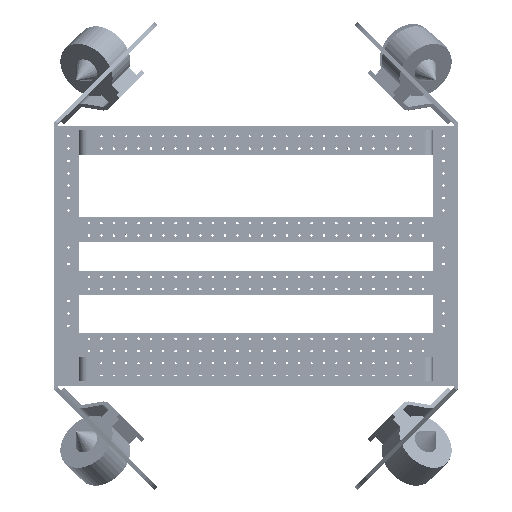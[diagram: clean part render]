
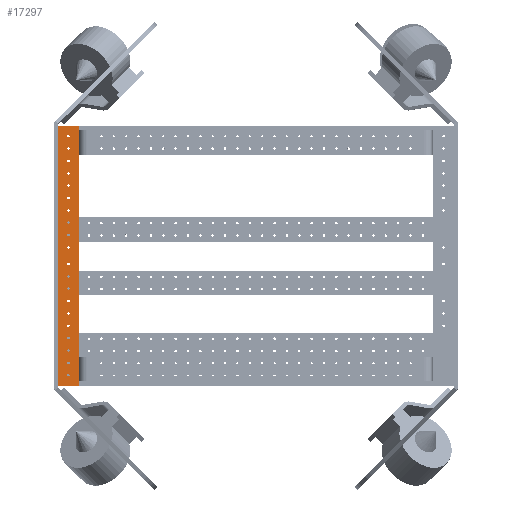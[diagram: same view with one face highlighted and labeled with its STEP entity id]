
A CAD part, top view. The second image highlights one B-rep face of the part: STEP entity #17297.
In plain terms, the highlighted face is planar.
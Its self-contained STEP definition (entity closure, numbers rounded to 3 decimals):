
#707=FACE_BOUND('',#3245,.T.);
#708=FACE_BOUND('',#3246,.T.);
#709=FACE_BOUND('',#3247,.T.);
#710=FACE_BOUND('',#3248,.T.);
#711=FACE_BOUND('',#3249,.T.);
#712=FACE_BOUND('',#3250,.T.);
#713=FACE_BOUND('',#3251,.T.);
#714=FACE_BOUND('',#3252,.T.);
#715=FACE_BOUND('',#3253,.T.);
#716=FACE_BOUND('',#3254,.T.);
#717=FACE_BOUND('',#3255,.T.);
#718=FACE_BOUND('',#3256,.T.);
#719=FACE_BOUND('',#3257,.T.);
#720=FACE_BOUND('',#3258,.T.);
#721=FACE_BOUND('',#3259,.T.);
#722=FACE_BOUND('',#3260,.T.);
#723=FACE_BOUND('',#3261,.T.);
#724=FACE_BOUND('',#3262,.T.);
#725=FACE_BOUND('',#3263,.T.);
#726=FACE_BOUND('',#3264,.T.);
#1449=PLANE('',#18860);
#1916=FACE_OUTER_BOUND('',#3244,.T.);
#3244=EDGE_LOOP('',(#13814,#13815,#13816,#13817));
#3245=EDGE_LOOP('',(#13818));
#3246=EDGE_LOOP('',(#13819));
#3247=EDGE_LOOP('',(#13820));
#3248=EDGE_LOOP('',(#13821));
#3249=EDGE_LOOP('',(#13822));
#3250=EDGE_LOOP('',(#13823));
#3251=EDGE_LOOP('',(#13824));
#3252=EDGE_LOOP('',(#13825));
#3253=EDGE_LOOP('',(#13826));
#3254=EDGE_LOOP('',(#13827));
#3255=EDGE_LOOP('',(#13828));
#3256=EDGE_LOOP('',(#13829));
#3257=EDGE_LOOP('',(#13830));
#3258=EDGE_LOOP('',(#13831));
#3259=EDGE_LOOP('',(#13832));
#3260=EDGE_LOOP('',(#13833));
#3261=EDGE_LOOP('',(#13834));
#3262=EDGE_LOOP('',(#13835));
#3263=EDGE_LOOP('',(#13836));
#3264=EDGE_LOOP('',(#13837));
#4838=LINE('',#27622,#5864);
#4839=LINE('',#27625,#5865);
#4840=LINE('',#27627,#5866);
#4841=LINE('',#27628,#5867);
#5864=VECTOR('',#22550,10.);
#5865=VECTOR('',#22553,10.);
#5866=VECTOR('',#22554,10.);
#5867=VECTOR('',#22555,10.);
#6874=CIRCLE('',#18618,1.5);
#6878=CIRCLE('',#18624,1.5);
#6882=CIRCLE('',#18630,1.5);
#6886=CIRCLE('',#18636,1.5);
#6890=CIRCLE('',#18642,1.5);
#6894=CIRCLE('',#18648,1.5);
#6898=CIRCLE('',#18654,1.5);
#6902=CIRCLE('',#18660,1.5);
#6906=CIRCLE('',#18666,1.5);
#6910=CIRCLE('',#18672,1.5);
#6914=CIRCLE('',#18678,1.5);
#6918=CIRCLE('',#18684,1.5);
#6922=CIRCLE('',#18690,1.5);
#6926=CIRCLE('',#18696,1.5);
#6930=CIRCLE('',#18702,1.5);
#6934=CIRCLE('',#18708,1.5);
#6938=CIRCLE('',#18714,1.5);
#6942=CIRCLE('',#18720,1.5);
#6946=CIRCLE('',#18726,1.5);
#6950=CIRCLE('',#18732,1.5);
#8286=VERTEX_POINT('',#27111);
#8290=VERTEX_POINT('',#27123);
#8294=VERTEX_POINT('',#27135);
#8298=VERTEX_POINT('',#27147);
#8302=VERTEX_POINT('',#27159);
#8306=VERTEX_POINT('',#27171);
#8310=VERTEX_POINT('',#27183);
#8314=VERTEX_POINT('',#27195);
#8318=VERTEX_POINT('',#27207);
#8322=VERTEX_POINT('',#27219);
#8326=VERTEX_POINT('',#27231);
#8330=VERTEX_POINT('',#27243);
#8334=VERTEX_POINT('',#27255);
#8338=VERTEX_POINT('',#27267);
#8342=VERTEX_POINT('',#27279);
#8346=VERTEX_POINT('',#27291);
#8350=VERTEX_POINT('',#27303);
#8354=VERTEX_POINT('',#27315);
#8358=VERTEX_POINT('',#27327);
#8362=VERTEX_POINT('',#27339);
#8456=VERTEX_POINT('',#27618);
#8457=VERTEX_POINT('',#27620);
#8458=VERTEX_POINT('',#27624);
#8459=VERTEX_POINT('',#27626);
#10139=EDGE_CURVE('',#8286,#8286,#6874,.T.);
#10145=EDGE_CURVE('',#8290,#8290,#6878,.T.);
#10151=EDGE_CURVE('',#8294,#8294,#6882,.T.);
#10157=EDGE_CURVE('',#8298,#8298,#6886,.T.);
#10163=EDGE_CURVE('',#8302,#8302,#6890,.T.);
#10169=EDGE_CURVE('',#8306,#8306,#6894,.T.);
#10175=EDGE_CURVE('',#8310,#8310,#6898,.T.);
#10181=EDGE_CURVE('',#8314,#8314,#6902,.T.);
#10187=EDGE_CURVE('',#8318,#8318,#6906,.T.);
#10193=EDGE_CURVE('',#8322,#8322,#6910,.T.);
#10199=EDGE_CURVE('',#8326,#8326,#6914,.T.);
#10205=EDGE_CURVE('',#8330,#8330,#6918,.T.);
#10211=EDGE_CURVE('',#8334,#8334,#6922,.T.);
#10217=EDGE_CURVE('',#8338,#8338,#6926,.T.);
#10223=EDGE_CURVE('',#8342,#8342,#6930,.T.);
#10229=EDGE_CURVE('',#8346,#8346,#6934,.T.);
#10235=EDGE_CURVE('',#8350,#8350,#6938,.T.);
#10241=EDGE_CURVE('',#8354,#8354,#6942,.T.);
#10247=EDGE_CURVE('',#8358,#8358,#6946,.T.);
#10253=EDGE_CURVE('',#8362,#8362,#6950,.T.);
#10394=EDGE_CURVE('',#8456,#8457,#4838,.T.);
#10395=EDGE_CURVE('',#8458,#8456,#4839,.T.);
#10396=EDGE_CURVE('',#8459,#8457,#4840,.T.);
#10397=EDGE_CURVE('',#8458,#8459,#4841,.T.);
#13814=ORIENTED_EDGE('',*,*,#10395,.T.);
#13815=ORIENTED_EDGE('',*,*,#10394,.T.);
#13816=ORIENTED_EDGE('',*,*,#10396,.F.);
#13817=ORIENTED_EDGE('',*,*,#10397,.F.);
#13818=ORIENTED_EDGE('',*,*,#10139,.T.);
#13819=ORIENTED_EDGE('',*,*,#10145,.T.);
#13820=ORIENTED_EDGE('',*,*,#10151,.T.);
#13821=ORIENTED_EDGE('',*,*,#10157,.T.);
#13822=ORIENTED_EDGE('',*,*,#10163,.T.);
#13823=ORIENTED_EDGE('',*,*,#10169,.T.);
#13824=ORIENTED_EDGE('',*,*,#10175,.T.);
#13825=ORIENTED_EDGE('',*,*,#10181,.T.);
#13826=ORIENTED_EDGE('',*,*,#10187,.T.);
#13827=ORIENTED_EDGE('',*,*,#10193,.T.);
#13828=ORIENTED_EDGE('',*,*,#10199,.T.);
#13829=ORIENTED_EDGE('',*,*,#10205,.T.);
#13830=ORIENTED_EDGE('',*,*,#10211,.T.);
#13831=ORIENTED_EDGE('',*,*,#10217,.T.);
#13832=ORIENTED_EDGE('',*,*,#10223,.T.);
#13833=ORIENTED_EDGE('',*,*,#10229,.T.);
#13834=ORIENTED_EDGE('',*,*,#10235,.T.);
#13835=ORIENTED_EDGE('',*,*,#10241,.T.);
#13836=ORIENTED_EDGE('',*,*,#10247,.T.);
#13837=ORIENTED_EDGE('',*,*,#10253,.T.);
#17297=ADVANCED_FACE('',(#1916,#707,#708,#709,#710,#711,#712,#713,#714,
#715,#716,#717,#718,#719,#720,#721,#722,#723,#724,#725,#726),#1449,.T.);
#18618=AXIS2_PLACEMENT_3D('',#27112,#21969,#21970);
#18624=AXIS2_PLACEMENT_3D('',#27124,#21983,#21984);
#18630=AXIS2_PLACEMENT_3D('',#27136,#21997,#21998);
#18636=AXIS2_PLACEMENT_3D('',#27148,#22011,#22012);
#18642=AXIS2_PLACEMENT_3D('',#27160,#22025,#22026);
#18648=AXIS2_PLACEMENT_3D('',#27172,#22039,#22040);
#18654=AXIS2_PLACEMENT_3D('',#27184,#22053,#22054);
#18660=AXIS2_PLACEMENT_3D('',#27196,#22067,#22068);
#18666=AXIS2_PLACEMENT_3D('',#27208,#22081,#22082);
#18672=AXIS2_PLACEMENT_3D('',#27220,#22095,#22096);
#18678=AXIS2_PLACEMENT_3D('',#27232,#22109,#22110);
#18684=AXIS2_PLACEMENT_3D('',#27244,#22123,#22124);
#18690=AXIS2_PLACEMENT_3D('',#27256,#22137,#22138);
#18696=AXIS2_PLACEMENT_3D('',#27268,#22151,#22152);
#18702=AXIS2_PLACEMENT_3D('',#27280,#22165,#22166);
#18708=AXIS2_PLACEMENT_3D('',#27292,#22179,#22180);
#18714=AXIS2_PLACEMENT_3D('',#27304,#22193,#22194);
#18720=AXIS2_PLACEMENT_3D('',#27316,#22207,#22208);
#18726=AXIS2_PLACEMENT_3D('',#27328,#22221,#22222);
#18732=AXIS2_PLACEMENT_3D('',#27340,#22235,#22236);
#18860=AXIS2_PLACEMENT_3D('',#27623,#22551,#22552);
#21969=DIRECTION('center_axis',(0.,1.,0.));
#21970=DIRECTION('ref_axis',(0.,0.,-1.));
#21983=DIRECTION('center_axis',(0.,1.,0.));
#21984=DIRECTION('ref_axis',(0.,0.,-1.));
#21997=DIRECTION('center_axis',(0.,1.,0.));
#21998=DIRECTION('ref_axis',(0.,0.,-1.));
#22011=DIRECTION('center_axis',(0.,1.,0.));
#22012=DIRECTION('ref_axis',(0.,0.,-1.));
#22025=DIRECTION('center_axis',(0.,1.,0.));
#22026=DIRECTION('ref_axis',(0.,0.,-1.));
#22039=DIRECTION('center_axis',(0.,1.,0.));
#22040=DIRECTION('ref_axis',(0.,0.,-1.));
#22053=DIRECTION('center_axis',(0.,1.,0.));
#22054=DIRECTION('ref_axis',(0.,0.,-1.));
#22067=DIRECTION('center_axis',(0.,1.,0.));
#22068=DIRECTION('ref_axis',(0.,0.,-1.));
#22081=DIRECTION('center_axis',(0.,1.,0.));
#22082=DIRECTION('ref_axis',(0.,0.,-1.));
#22095=DIRECTION('center_axis',(0.,1.,0.));
#22096=DIRECTION('ref_axis',(0.,0.,-1.));
#22109=DIRECTION('center_axis',(0.,1.,0.));
#22110=DIRECTION('ref_axis',(0.,0.,-1.));
#22123=DIRECTION('center_axis',(0.,1.,0.));
#22124=DIRECTION('ref_axis',(0.,0.,-1.));
#22137=DIRECTION('center_axis',(0.,1.,0.));
#22138=DIRECTION('ref_axis',(0.,0.,-1.));
#22151=DIRECTION('center_axis',(0.,1.,0.));
#22152=DIRECTION('ref_axis',(0.,0.,-1.));
#22165=DIRECTION('center_axis',(0.,1.,0.));
#22166=DIRECTION('ref_axis',(0.,0.,-1.));
#22179=DIRECTION('center_axis',(0.,1.,0.));
#22180=DIRECTION('ref_axis',(0.,0.,-1.));
#22193=DIRECTION('center_axis',(0.,1.,0.));
#22194=DIRECTION('ref_axis',(0.,0.,-1.));
#22207=DIRECTION('center_axis',(0.,1.,0.));
#22208=DIRECTION('ref_axis',(0.,0.,-1.));
#22221=DIRECTION('center_axis',(0.,1.,0.));
#22222=DIRECTION('ref_axis',(0.,0.,-1.));
#22235=DIRECTION('center_axis',(0.,1.,0.));
#22236=DIRECTION('ref_axis',(0.,0.,-1.));
#22550=DIRECTION('',(0.,0.,1.));
#22551=DIRECTION('center_axis',(0.,-1.,0.));
#22552=DIRECTION('ref_axis',(1.,0.,0.));
#22553=DIRECTION('',(1.,0.,0.));
#22554=DIRECTION('',(1.,0.,0.));
#22555=DIRECTION('',(0.,0.,1.));
#27111=CARTESIAN_POINT('',(12.5,0.,29.));
#27112=CARTESIAN_POINT('Origin',(12.5,0.,27.5));
#27123=CARTESIAN_POINT('',(12.5,0.,59.));
#27124=CARTESIAN_POINT('Origin',(12.5,0.,57.5));
#27135=CARTESIAN_POINT('',(12.5,0.,89.));
#27136=CARTESIAN_POINT('Origin',(12.5,0.,87.5));
#27147=CARTESIAN_POINT('',(12.5,0.,119.));
#27148=CARTESIAN_POINT('Origin',(12.5,0.,117.5));
#27159=CARTESIAN_POINT('',(12.5,0.,149.));
#27160=CARTESIAN_POINT('Origin',(12.5,0.,147.5));
#27171=CARTESIAN_POINT('',(12.5,0.,184.));
#27172=CARTESIAN_POINT('Origin',(12.5,0.,182.5));
#27183=CARTESIAN_POINT('',(12.5,0.,214.));
#27184=CARTESIAN_POINT('Origin',(12.5,0.,212.5));
#27195=CARTESIAN_POINT('',(12.5,0.,244.));
#27196=CARTESIAN_POINT('Origin',(12.5,0.,242.5));
#27207=CARTESIAN_POINT('',(12.5,0.,274.));
#27208=CARTESIAN_POINT('Origin',(12.5,0.,272.5));
#27219=CARTESIAN_POINT('',(12.5,0.,304.));
#27220=CARTESIAN_POINT('Origin',(12.5,0.,302.5));
#27231=CARTESIAN_POINT('',(12.5,0.,289.));
#27232=CARTESIAN_POINT('Origin',(12.5,0.,287.5));
#27243=CARTESIAN_POINT('',(12.5,0.,259.));
#27244=CARTESIAN_POINT('Origin',(12.5,0.,257.5));
#27255=CARTESIAN_POINT('',(12.5,0.,229.));
#27256=CARTESIAN_POINT('Origin',(12.5,0.,227.5));
#27267=CARTESIAN_POINT('',(12.5,0.,199.));
#27268=CARTESIAN_POINT('Origin',(12.5,0.,197.5));
#27279=CARTESIAN_POINT('',(12.5,0.,169.));
#27280=CARTESIAN_POINT('Origin',(12.5,0.,167.5));
#27291=CARTESIAN_POINT('',(12.5,0.,134.));
#27292=CARTESIAN_POINT('Origin',(12.5,0.,132.5));
#27303=CARTESIAN_POINT('',(12.5,0.,104.));
#27304=CARTESIAN_POINT('Origin',(12.5,0.,102.5));
#27315=CARTESIAN_POINT('',(12.5,0.,74.));
#27316=CARTESIAN_POINT('Origin',(12.5,0.,72.5));
#27327=CARTESIAN_POINT('',(12.5,0.,44.));
#27328=CARTESIAN_POINT('Origin',(12.5,0.,42.5));
#27339=CARTESIAN_POINT('',(12.5,0.,14.));
#27340=CARTESIAN_POINT('Origin',(12.5,0.,12.5));
#27618=CARTESIAN_POINT('',(25.,0.,0.));
#27620=CARTESIAN_POINT('',(25.,0.,315.));
#27622=CARTESIAN_POINT('',(25.,0.,0.));
#27623=CARTESIAN_POINT('Origin',(0.,0.,0.));
#27624=CARTESIAN_POINT('',(0.,0.,0.));
#27625=CARTESIAN_POINT('',(0.,0.,0.));
#27626=CARTESIAN_POINT('',(0.,0.,315.));
#27627=CARTESIAN_POINT('',(0.,0.,315.));
#27628=CARTESIAN_POINT('',(0.,0.,0.));
